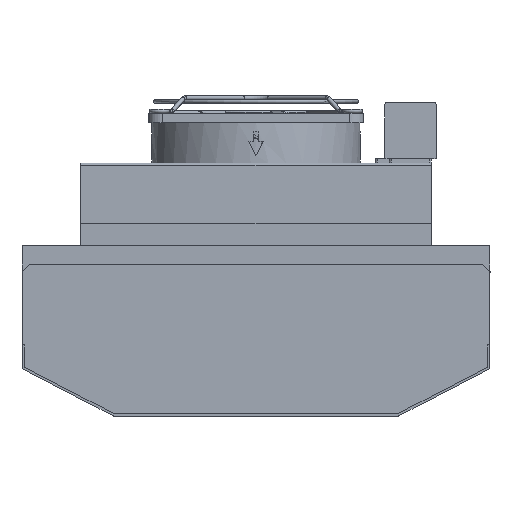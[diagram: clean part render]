
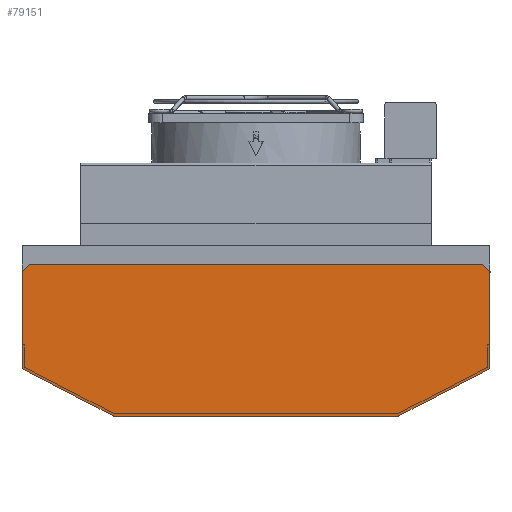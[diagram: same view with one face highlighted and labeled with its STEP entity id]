
A CAD part, left-side view. The second image highlights one B-rep face of the part: STEP entity #79151.
In plain terms, the highlighted planar face has unit normal (-1, 0, 0).
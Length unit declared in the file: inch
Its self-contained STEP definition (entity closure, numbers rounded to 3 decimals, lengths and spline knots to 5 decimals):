
#918 = CARTESIAN_POINT ( 'NONE',  ( -9.83268, -5.51852, -2.53109 ) ) ;
#2845 = DIRECTION ( 'NONE',  ( 0., 0., -1. ) ) ;
#5290 = DIRECTION ( 'NONE',  ( 0., -0.707, 0.707 ) ) ;
#6512 = DIRECTION ( 'NONE',  ( 1., 0., 0. ) ) ;
#9444 = CIRCLE ( 'NONE', #55238, 0.07874 ) ;
#10381 = CARTESIAN_POINT ( 'NONE',  ( -9.83268, -5.56102, -2.46118 ) ) ;
#11057 = VERTEX_POINT ( 'NONE', #70072 ) ;
#11921 = VERTEX_POINT ( 'NONE', #45006 ) ;
#12668 = LINE ( 'NONE', #85512, #59236 ) ;
#13435 = VECTOR ( 'NONE', #92810, 39.37008 ) ;
#14009 = CARTESIAN_POINT ( 'NONE',  ( -9.83268, 0.7806, -3.30337 ) ) ;
#14362 = VERTEX_POINT ( 'NONE', #16798 ) ;
#14914 = DIRECTION ( 'NONE',  ( 0., -0.707, -0.707 ) ) ;
#16054 = ORIENTED_EDGE ( 'NONE', *, *, #92924, .F. ) ;
#16798 = CARTESIAN_POINT ( 'NONE',  ( -9.83268, 0.74436, -3.3122 ) ) ;
#18052 = AXIS2_PLACEMENT_3D ( 'NONE', #97339, #32604, #95796 ) ;
#19061 = CARTESIAN_POINT ( 'NONE',  ( -9.83268, -5.56102, -0.87126 ) ) ;
#19928 = CARTESIAN_POINT ( 'NONE',  ( -9.83268, 2.31299, -0.87126 ) ) ;
#22475 = DIRECTION ( 'NONE',  ( 0., 0., 1. ) ) ;
#23129 = VERTEX_POINT ( 'NONE', #92864 ) ;
#24301 = CARTESIAN_POINT ( 'NONE',  ( -9.83268, -5.56102, -2.46118 ) ) ;
#24451 = VERTEX_POINT ( 'NONE', #19061 ) ;
#24539 = EDGE_CURVE ( 'NONE', #14362, #23129, #12668, .T. ) ;
#24878 = LINE ( 'NONE', #918, #46334 ) ;
#25075 = CARTESIAN_POINT ( 'NONE',  ( -9.83268, 2.23425, -2.46118 ) ) ;
#25960 = VERTEX_POINT ( 'NONE', #30550 ) ;
#26677 = DIRECTION ( 'NONE',  ( 0., -1., 0. ) ) ;
#26748 = CARTESIAN_POINT ( 'NONE',  ( -9.83268, 2.27049, -2.53109 ) ) ;
#26791 = CARTESIAN_POINT ( 'NONE',  ( -9.83268, 0.74436, -3.23346 ) ) ;
#27192 = VECTOR ( 'NONE', #5290, 39.37008 ) ;
#28726 = LINE ( 'NONE', #62656, #27192 ) ;
#30484 = CARTESIAN_POINT ( 'NONE',  ( -9.83268, -3.9924, -3.23346 ) ) ;
#30550 = CARTESIAN_POINT ( 'NONE',  ( -9.83268, 2.19488, -0.75315 ) ) ;
#31082 = ORIENTED_EDGE ( 'NONE', *, *, #90105, .F. ) ;
#32604 = DIRECTION ( 'NONE',  ( 1., 0., 0. ) ) ;
#32837 = ORIENTED_EDGE ( 'NONE', *, *, #37823, .F. ) ;
#33023 = VERTEX_POINT ( 'NONE', #60860 ) ;
#33709 = DIRECTION ( 'NONE',  ( 1., 0., 0. ) ) ;
#34304 = VERTEX_POINT ( 'NONE', #24301 ) ;
#35511 = CARTESIAN_POINT ( 'NONE',  ( -9.83268, -5.48228, -2.46118 ) ) ;
#35949 = AXIS2_PLACEMENT_3D ( 'NONE', #30484, #6512, #22475 ) ;
#36260 = ORIENTED_EDGE ( 'NONE', *, *, #41410, .F. ) ;
#37823 = EDGE_CURVE ( 'NONE', #56748, #11057, #24878, .T. ) ;
#39962 = DIRECTION ( 'NONE',  ( 1., 0., 0. ) ) ;
#41113 = VECTOR ( 'NONE', #14914, 39.37008 ) ;
#41210 = LINE ( 'NONE', #10381, #86384 ) ;
#41410 = EDGE_CURVE ( 'NONE', #97378, #11921, #94448, .T. ) ;
#42314 = CIRCLE ( 'NONE', #57489, 0.07874 ) ;
#43427 = ORIENTED_EDGE ( 'NONE', *, *, #45938, .F. ) ;
#43696 = ORIENTED_EDGE ( 'NONE', *, *, #88485, .F. ) ;
#45006 = CARTESIAN_POINT ( 'NONE',  ( -9.83268, 2.31299, -2.46118 ) ) ;
#45120 = DIRECTION ( 'NONE',  ( 0., -1., 0. ) ) ;
#45229 = ORIENTED_EDGE ( 'NONE', *, *, #77342, .F. ) ;
#45938 = EDGE_CURVE ( 'NONE', #25960, #33023, #100469, .T. ) ;
#46334 = VECTOR ( 'NONE', #98140, 39.37008 ) ;
#47895 = LINE ( 'NONE', #78748, #41113 ) ;
#48859 = LINE ( 'NONE', #90291, #95247 ) ;
#52112 = CARTESIAN_POINT ( 'NONE',  ( -9.83268, 2.23425, -0.75315 ) ) ;
#55115 = ORIENTED_EDGE ( 'NONE', *, *, #58108, .F. ) ;
#55238 = AXIS2_PLACEMENT_3D ( 'NONE', #26791, #33709, #91573 ) ;
#56748 = VERTEX_POINT ( 'NONE', #76821 ) ;
#57489 = AXIS2_PLACEMENT_3D ( 'NONE', #35511, #67894, #100277 ) ;
#58108 = EDGE_CURVE ( 'NONE', #33023, #24451, #47895, .T. ) ;
#59236 = VECTOR ( 'NONE', #45120, 39.37008 ) ;
#60860 = CARTESIAN_POINT ( 'NONE',  ( -9.83268, -5.44291, -0.75315 ) ) ;
#61051 = ORIENTED_EDGE ( 'NONE', *, *, #97576, .F. ) ;
#61248 = CARTESIAN_POINT ( 'NONE',  ( -9.83268, 0.7806, -3.30337 ) ) ;
#62656 = CARTESIAN_POINT ( 'NONE',  ( -9.83268, 2.31299, -0.87126 ) ) ;
#63339 = PLANE ( 'NONE',  #66346 ) ;
#63391 = EDGE_LOOP ( 'NONE', ( #31082, #66073, #101392, #32837, #16054, #76383, #55115, #43427, #43696, #61051, #36260, #45229 ) ) ;
#66073 = ORIENTED_EDGE ( 'NONE', *, *, #24539, .T. ) ;
#66346 = AXIS2_PLACEMENT_3D ( 'NONE', #25075, #39962, #72919 ) ;
#67554 = EDGE_CURVE ( 'NONE', #24451, #34304, #41210, .T. ) ;
#67894 = DIRECTION ( 'NONE',  ( 1., 0., 0. ) ) ;
#70072 = CARTESIAN_POINT ( 'NONE',  ( -9.83268, -4.02863, -3.30337 ) ) ;
#70883 = LINE ( 'NONE', #14009, #13435 ) ;
#72370 = FACE_OUTER_BOUND ( 'NONE', #63391, .T. ) ;
#72919 = DIRECTION ( 'NONE',  ( 0., 0., -1. ) ) ;
#74906 = DIRECTION ( 'NONE',  ( 0., 0., 1. ) ) ;
#76383 = ORIENTED_EDGE ( 'NONE', *, *, #67554, .F. ) ;
#76821 = CARTESIAN_POINT ( 'NONE',  ( -9.83268, -5.51852, -2.53109 ) ) ;
#77342 = EDGE_CURVE ( 'NONE', #94723, #97378, #70883, .T. ) ;
#78748 = CARTESIAN_POINT ( 'NONE',  ( -9.83268, -5.44291, -0.75315 ) ) ;
#79151 = ADVANCED_FACE ( 'NONE', ( #72370 ), #63339, .F. ) ;
#79906 = EDGE_CURVE ( 'NONE', #11057, #23129, #91937, .T. ) ;
#85512 = CARTESIAN_POINT ( 'NONE',  ( -9.83268, 2.23425, -3.3122 ) ) ;
#86384 = VECTOR ( 'NONE', #2845, 39.37008 ) ;
#88485 = EDGE_CURVE ( 'NONE', #103852, #25960, #28726, .T. ) ;
#89155 = VECTOR ( 'NONE', #26677, 39.37008 ) ;
#90105 = EDGE_CURVE ( 'NONE', #14362, #94723, #9444, .T. ) ;
#90291 = CARTESIAN_POINT ( 'NONE',  ( -9.83268, 2.31299, -2.46118 ) ) ;
#91573 = DIRECTION ( 'NONE',  ( 0., 0., 1. ) ) ;
#91937 = CIRCLE ( 'NONE', #35949, 0.07874 ) ;
#92810 = DIRECTION ( 'NONE',  ( 0., 0.888, 0.46 ) ) ;
#92864 = CARTESIAN_POINT ( 'NONE',  ( -9.83268, -3.9924, -3.3122 ) ) ;
#92924 = EDGE_CURVE ( 'NONE', #34304, #56748, #42314, .T. ) ;
#94448 = CIRCLE ( 'NONE', #18052, 0.07874 ) ;
#94723 = VERTEX_POINT ( 'NONE', #61248 ) ;
#95247 = VECTOR ( 'NONE', #74906, 39.37008 ) ;
#95796 = DIRECTION ( 'NONE',  ( 0., 0., 1. ) ) ;
#97339 = CARTESIAN_POINT ( 'NONE',  ( -9.83268, 2.23425, -2.46118 ) ) ;
#97378 = VERTEX_POINT ( 'NONE', #26748 ) ;
#97576 = EDGE_CURVE ( 'NONE', #11921, #103852, #48859, .T. ) ;
#98140 = DIRECTION ( 'NONE',  ( 0., 0.888, -0.46 ) ) ;
#100277 = DIRECTION ( 'NONE',  ( 0., 0., 1. ) ) ;
#100469 = LINE ( 'NONE', #52112, #89155 ) ;
#101392 = ORIENTED_EDGE ( 'NONE', *, *, #79906, .F. ) ;
#103852 = VERTEX_POINT ( 'NONE', #19928 ) ;
